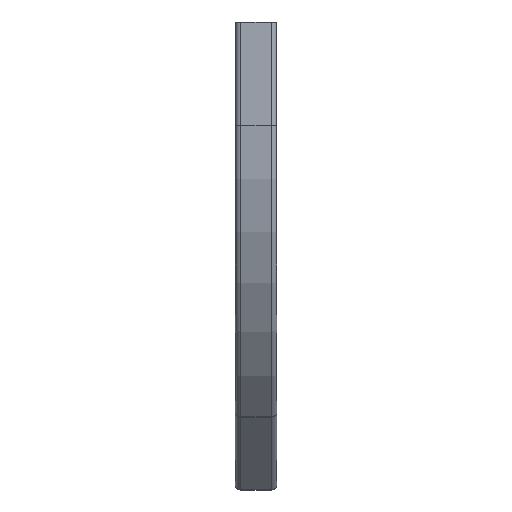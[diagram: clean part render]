
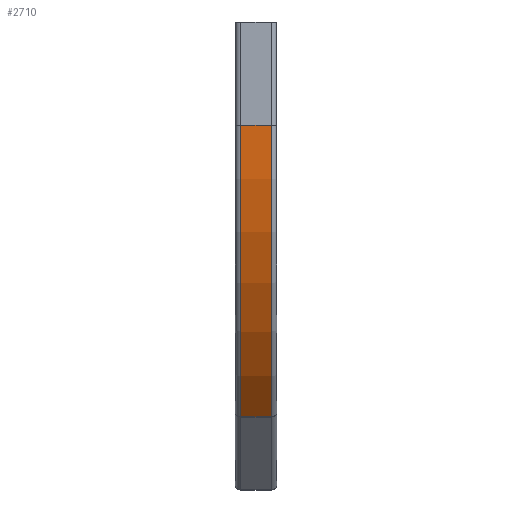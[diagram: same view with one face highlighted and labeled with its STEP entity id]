
A CAD part, left-side view. The second image highlights one B-rep face of the part: STEP entity #2710.
In plain terms, the highlighted cylindrical face has radius 600 mm (diameter 1200 mm), a partial arc.
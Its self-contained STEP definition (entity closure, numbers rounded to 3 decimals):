
#77 = ORIENTED_EDGE ( 'NONE', *, *, #8319, .F. ) ;
#273 = CARTESIAN_POINT ( 'NONE',  ( 315., 22.5, -150. ) ) ;
#283 = CARTESIAN_POINT ( 'NONE',  ( -285., 6.791, -150. ) ) ;
#814 = CIRCLE ( 'NONE', #5404, 600. ) ;
#1070 = DIRECTION ( 'NONE',  ( 0.707, 0., -0.707 ) ) ;
#1105 = CIRCLE ( 'NONE', #6587, 600. ) ;
#2710 = ADVANCED_FACE ( 'NONE', ( #4146 ), #3664, .T. ) ;
#3051 = AXIS2_PLACEMENT_3D ( 'NONE', #6879, #7833, #8618 ) ;
#3154 = DIRECTION ( 'NONE',  ( 0., 1., 0. ) ) ;
#3348 = LINE ( 'NONE', #5401, #9403 ) ;
#3470 = DIRECTION ( 'NONE',  ( 0., 1., 0. ) ) ;
#3664 = CYLINDRICAL_SURFACE ( 'NONE', #3051, 600. ) ;
#3667 = CARTESIAN_POINT ( 'NONE',  ( -285., -22.5, -150. ) ) ;
#4146 = FACE_OUTER_BOUND ( 'NONE', #5882, .T. ) ;
#4289 = ORIENTED_EDGE ( 'NONE', *, *, #7139, .F. ) ;
#4777 = CARTESIAN_POINT ( 'NONE',  ( -285., 22.5, -150. ) ) ;
#5401 = CARTESIAN_POINT ( 'NONE',  ( -109.264, 6.791, -574.264 ) ) ;
#5404 = AXIS2_PLACEMENT_3D ( 'NONE', #273, #5864, #1070 ) ;
#5864 = DIRECTION ( 'NONE',  ( 0., 1., 0. ) ) ;
#5882 = EDGE_LOOP ( 'NONE', ( #4289, #9127, #6739, #77 ) ) ;
#6587 = AXIS2_PLACEMENT_3D ( 'NONE', #7904, #3154, #8707 ) ;
#6739 = ORIENTED_EDGE ( 'NONE', *, *, #7445, .T. ) ;
#6879 = CARTESIAN_POINT ( 'NONE',  ( 315., 0., -150. ) ) ;
#6943 = EDGE_CURVE ( 'NONE', #9834, #9044, #1105, .T. ) ;
#6960 = VERTEX_POINT ( 'NONE', #4777 ) ;
#7139 = EDGE_CURVE ( 'NONE', #9834, #8201, #3348, .T. ) ;
#7209 = VECTOR ( 'NONE', #3470, 1000. ) ;
#7445 = EDGE_CURVE ( 'NONE', #9044, #6960, #9509, .T. ) ;
#7833 = DIRECTION ( 'NONE',  ( 0., 1., 0. ) ) ;
#7904 = CARTESIAN_POINT ( 'NONE',  ( 315., -22.5, -150. ) ) ;
#8201 = VERTEX_POINT ( 'NONE', #8842 ) ;
#8287 = CARTESIAN_POINT ( 'NONE',  ( -109.264, -22.5, -574.264 ) ) ;
#8319 = EDGE_CURVE ( 'NONE', #8201, #6960, #814, .T. ) ;
#8517 = DIRECTION ( 'NONE',  ( 0., 1., 0. ) ) ;
#8618 = DIRECTION ( 'NONE',  ( 0.707, 0., -0.707 ) ) ;
#8707 = DIRECTION ( 'NONE',  ( 0.707, 0., -0.707 ) ) ;
#8842 = CARTESIAN_POINT ( 'NONE',  ( -109.264, 22.5, -574.264 ) ) ;
#9044 = VERTEX_POINT ( 'NONE', #3667 ) ;
#9127 = ORIENTED_EDGE ( 'NONE', *, *, #6943, .T. ) ;
#9403 = VECTOR ( 'NONE', #8517, 1000. ) ;
#9509 = LINE ( 'NONE', #283, #7209 ) ;
#9834 = VERTEX_POINT ( 'NONE', #8287 ) ;
